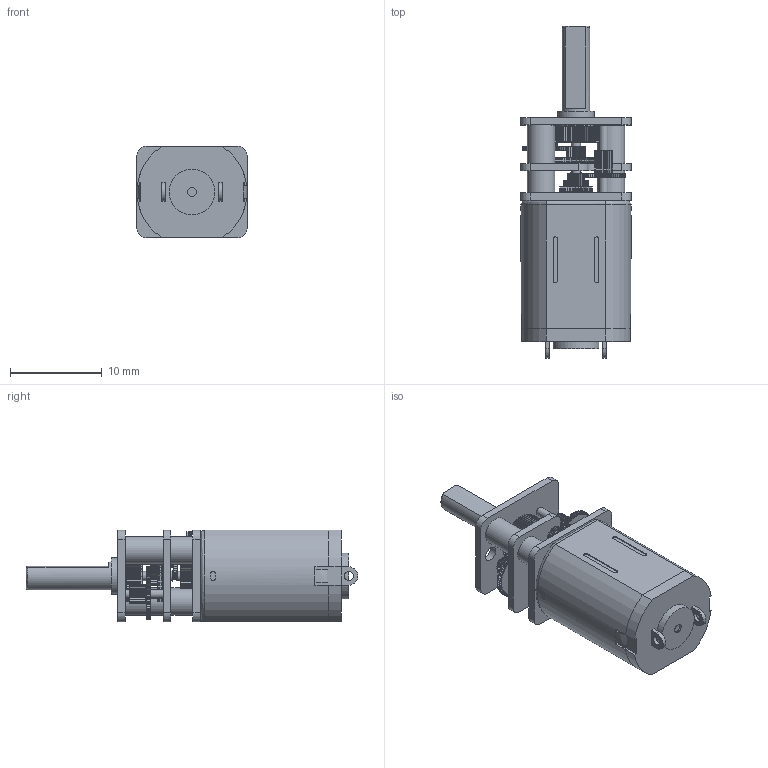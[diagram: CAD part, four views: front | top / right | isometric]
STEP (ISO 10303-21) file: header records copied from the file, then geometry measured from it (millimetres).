
FILE_DESCRIPTION(/* description */ (''),/* implementation_level */ '2;1');
FILE_NAME(/* name */ 'Motor.stp',/* time_stamp */ '2025-11-03T19:11:17+07:00',/* author */ ('Guntur'),/* organization */ (''),/* preprocessor_version */ 'ST-DEVELOPER v19.2',/* originating_system */ 'Autodesk Inventor 2023',/* authorisation */ '');
FILE_SCHEMA (('AUTOMOTIVE_DESIGN { 1 0 10303 214 3 1 1 }'));
Products named in the file (34): Montagem1; Base; Rotor; Apoio Contato; Contato; Suporte Contato; Imãs; Terminais; Escovas; Chapa Inferior; Chapa Intermediária; Chapa Superior; Eixo Maior - Engrenagem; Eixo Menor - Engrenagem; Parafuso; Suporte Bobinas; Eixo Menor - Engrenagem_1; Engrenagens retas; Engrenagem reta1; Engrenagem reta2; Engrenagens retas_1; Engrenagem reta1_1; Engrenagem reta2_1; Eixo - Encaixe D; Engrenagens retas_2; Engrenagem reta1_2; Engrenagem reta2_2; Engrenagens retas_3; Engrenagem reta1_3; Engrenagem reta2_3; Engrenagens retas_4; Engrenagem reta1_4; Engrenagem reta2_4; Carcaça
Assembly tree (35 placements, depth 3):
  Montagem1
    Base
    Rotor
    Apoio Contato
    Contato
    Suporte Contato
    Imãs
    Terminais  x2
    Escovas
    Chapa Inferior
    Chapa Intermediária
    Chapa Superior
    Eixo Maior - Engrenagem
    Eixo Menor - Engrenagem
    Parafuso  x2
    Suporte Bobinas
    Eixo Menor - Engrenagem_1
    Engrenagens retas
      Engrenagem reta1
      Engrenagem reta2
    Engrenagens retas_1
      Engrenagem reta1_1
      Engrenagem reta2_1
    Eixo - Encaixe D
    Engrenagens retas_2
      Engrenagem reta1_2
      Engrenagem reta2_2
    Engrenagens retas_3
      Engrenagem reta1_3
      Engrenagem reta2_3
    Engrenagens retas_4
      Engrenagem reta1_4
      Engrenagem reta2_4
    Carcaça
Bounding box: 12 x 36.2 x 10 mm (x, y, z)
Volume: 1311.1 mm3; surface area: 4719.9 mm2
Topology: 32 solids, 32 shells, 2295 faces, 6531 edges, 4326 vertices
Faces by surface type: cylinder 1741, plane 526, bspline 14, sphere 8, cone 4, torus 2
Full cylindrical faces by diameter (mm): 0.1 x6, 0.9 x17, 1 x14, 1.2 x1, 1.25 x3, 1.273 x1, 1.5 x10, 1.6 x2, 1.8 x2, 2 x2, 2.5 x6, 3 x8, 3.2 x1, 4 x4, 5 x1, 6.5 x1
Entity records: 77837 total; most frequent: DIRECTION 14605, CARTESIAN_POINT 13607, ORIENTED_EDGE 12862, EDGE_CURVE 6431, AXIS2_PLACEMENT_3D 5915, VERTEX_POINT 4260, CIRCLE 3604, LINE 2775
